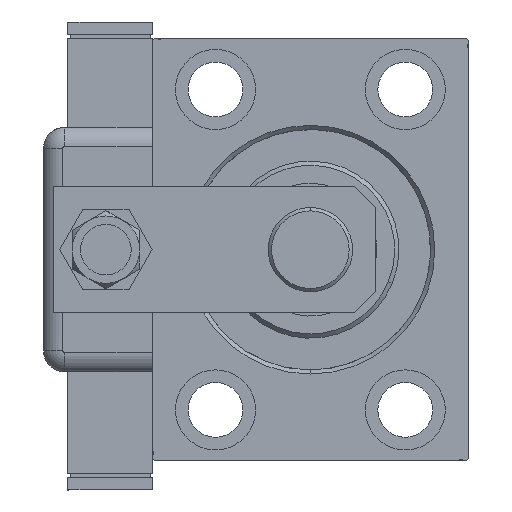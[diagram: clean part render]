
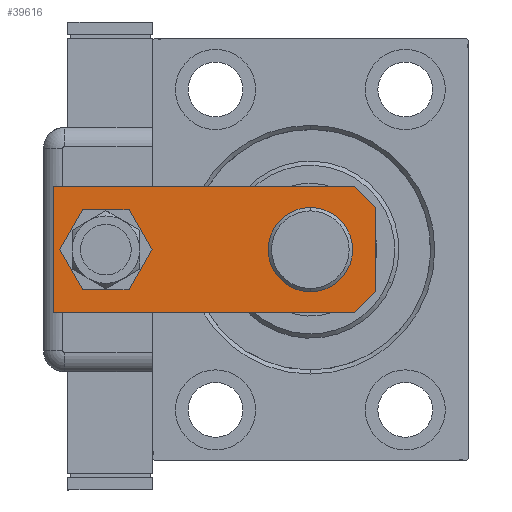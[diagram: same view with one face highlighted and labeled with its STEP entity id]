
A CAD part, left-side view. The second image highlights one B-rep face of the part: STEP entity #39616.
In plain terms, the highlighted face is planar.
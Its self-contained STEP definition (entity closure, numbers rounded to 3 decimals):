
#241 = ORIENTED_EDGE ( 'NONE', *, *, #56268, .T. ) ;
#1002 = CARTESIAN_POINT ( 'NONE',  ( -15., 0., 0. ) ) ;
#1209 = ORIENTED_EDGE ( 'NONE', *, *, #40646, .T. ) ;
#1913 = VERTEX_POINT ( 'NONE', #5086 ) ;
#2336 = VECTOR ( 'NONE', #24948, 1000. ) ;
#2703 = CARTESIAN_POINT ( 'NONE',  ( -15., 76.5, 0. ) ) ;
#3222 = DIRECTION ( 'NONE',  ( 1., 0., 0. ) ) ;
#5086 = CARTESIAN_POINT ( 'NONE',  ( 15., 5., 0. ) ) ;
#5520 = CARTESIAN_POINT ( 'NONE',  ( -10., 0., 0. ) ) ;
#6689 = EDGE_CURVE ( 'NONE', #23723, #7408, #47887, .T. ) ;
#6878 = LINE ( 'NONE', #40179, #11050 ) ;
#7057 = VERTEX_POINT ( 'NONE', #2703 ) ;
#7408 = VERTEX_POINT ( 'NONE', #15225 ) ;
#7849 = CARTESIAN_POINT ( 'NONE',  ( 0., 64., 0. ) ) ;
#9004 = DIRECTION ( 'NONE',  ( -0.707, -0.707, 0. ) ) ;
#9321 = CARTESIAN_POINT ( 'NONE',  ( 15., 5., 0. ) ) ;
#9354 = CARTESIAN_POINT ( 'NONE',  ( 0., 0., 0. ) ) ;
#10212 = CIRCLE ( 'NONE', #17122, 10. ) ;
#10804 = EDGE_CURVE ( 'NONE', #10950, #60613, #10212, .T. ) ;
#10838 = VERTEX_POINT ( 'NONE', #15994 ) ;
#10842 = CARTESIAN_POINT ( 'NONE',  ( -7., 64., 0. ) ) ;
#10950 = VERTEX_POINT ( 'NONE', #57209 ) ;
#11050 = VECTOR ( 'NONE', #30634, 1000. ) ;
#12399 = VECTOR ( 'NONE', #30428, 1000. ) ;
#13581 = ORIENTED_EDGE ( 'NONE', *, *, #42162, .T. ) ;
#14016 = DIRECTION ( 'NONE',  ( 0., 0., 1. ) ) ;
#14539 = VERTEX_POINT ( 'NONE', #15044 ) ;
#15044 = CARTESIAN_POINT ( 'NONE',  ( -15., 5., 0. ) ) ;
#15225 = CARTESIAN_POINT ( 'NONE',  ( 10., 0., 0. ) ) ;
#15954 = ORIENTED_EDGE ( 'NONE', *, *, #25705, .F. ) ;
#15994 = CARTESIAN_POINT ( 'NONE',  ( 15., 76.5, 0. ) ) ;
#17122 = AXIS2_PLACEMENT_3D ( 'NONE', #44336, #20326, #35716 ) ;
#17462 = VERTEX_POINT ( 'NONE', #58107 ) ;
#18118 = LINE ( 'NONE', #47078, #31822 ) ;
#18811 = CIRCLE ( 'NONE', #39457, 10. ) ;
#18904 = DIRECTION ( 'NONE',  ( 0., 0., 1. ) ) ;
#19722 = ORIENTED_EDGE ( 'NONE', *, *, #6689, .F. ) ;
#20326 = DIRECTION ( 'NONE',  ( 0., 0., 1. ) ) ;
#20491 = ORIENTED_EDGE ( 'NONE', *, *, #58455, .F. ) ;
#23723 = VERTEX_POINT ( 'NONE', #5520 ) ;
#24948 = DIRECTION ( 'NONE',  ( -0.707, 0.707, 0. ) ) ;
#25215 = EDGE_LOOP ( 'NONE', ( #19722, #37890, #15954, #49031, #20491, #41642 ) ) ;
#25239 = CARTESIAN_POINT ( 'NONE',  ( -10., 15.5, 0. ) ) ;
#25556 = LINE ( 'NONE', #56974, #2336 ) ;
#25705 = EDGE_CURVE ( 'NONE', #7057, #14539, #6878, .T. ) ;
#26666 = DIRECTION ( 'NONE',  ( 0., 0., 1. ) ) ;
#27223 = EDGE_CURVE ( 'NONE', #10838, #7057, #18118, .T. ) ;
#27889 = CARTESIAN_POINT ( 'NONE',  ( 0., 15.5, 0. ) ) ;
#29049 = EDGE_CURVE ( 'NONE', #23723, #14539, #25556, .T. ) ;
#30428 = DIRECTION ( 'NONE',  ( 0., 1., 0. ) ) ;
#30634 = DIRECTION ( 'NONE',  ( 0., -1., 0. ) ) ;
#31822 = VECTOR ( 'NONE', #36614, 1000. ) ;
#31853 = LINE ( 'NONE', #9321, #48551 ) ;
#32480 = FACE_OUTER_BOUND ( 'NONE', #25215, .T. ) ;
#32640 = AXIS2_PLACEMENT_3D ( 'NONE', #9354, #18904, #46963 ) ;
#35716 = DIRECTION ( 'NONE',  ( 1., 0., 0. ) ) ;
#36139 = EDGE_LOOP ( 'NONE', ( #13581, #47782 ) ) ;
#36614 = DIRECTION ( 'NONE',  ( -1., 0., 0. ) ) ;
#37184 = DIRECTION ( 'NONE',  ( 1., 0., 0. ) ) ;
#37564 = AXIS2_PLACEMENT_3D ( 'NONE', #7849, #26666, #3222 ) ;
#37890 = ORIENTED_EDGE ( 'NONE', *, *, #29049, .T. ) ;
#39457 = AXIS2_PLACEMENT_3D ( 'NONE', #27889, #14016, #41445 ) ;
#39616 = ADVANCED_FACE ( 'NONE', ( #32480, #46654, #46342 ), #51560, .F. ) ;
#39967 = LINE ( 'NONE', #44271, #12399 ) ;
#40179 = CARTESIAN_POINT ( 'NONE',  ( -15., 76.5, 0. ) ) ;
#40646 = EDGE_CURVE ( 'NONE', #17462, #47963, #48385, .T. ) ;
#41445 = DIRECTION ( 'NONE',  ( 1., 0., 0. ) ) ;
#41642 = ORIENTED_EDGE ( 'NONE', *, *, #48804, .T. ) ;
#42162 = EDGE_CURVE ( 'NONE', #60613, #10950, #18811, .T. ) ;
#43819 = AXIS2_PLACEMENT_3D ( 'NONE', #60578, #47342, #37184 ) ;
#44271 = CARTESIAN_POINT ( 'NONE',  ( 15., 0., 0. ) ) ;
#44336 = CARTESIAN_POINT ( 'NONE',  ( 0., 15.5, 0. ) ) ;
#46342 = FACE_BOUND ( 'NONE', #36139, .T. ) ;
#46654 = FACE_BOUND ( 'NONE', #56619, .T. ) ;
#46963 = DIRECTION ( 'NONE',  ( 1., 0., 0. ) ) ;
#47078 = CARTESIAN_POINT ( 'NONE',  ( 15., 76.5, 0. ) ) ;
#47342 = DIRECTION ( 'NONE',  ( 0., 0., 1. ) ) ;
#47782 = ORIENTED_EDGE ( 'NONE', *, *, #10804, .T. ) ;
#47887 = LINE ( 'NONE', #1002, #55409 ) ;
#47963 = VERTEX_POINT ( 'NONE', #10842 ) ;
#48385 = CIRCLE ( 'NONE', #37564, 7. ) ;
#48551 = VECTOR ( 'NONE', #9004, 1000. ) ;
#48804 = EDGE_CURVE ( 'NONE', #1913, #7408, #31853, .T. ) ;
#49031 = ORIENTED_EDGE ( 'NONE', *, *, #27223, .F. ) ;
#51560 = PLANE ( 'NONE',  #32640 ) ;
#55409 = VECTOR ( 'NONE', #56810, 1000. ) ;
#56268 = EDGE_CURVE ( 'NONE', #47963, #17462, #56594, .T. ) ;
#56594 = CIRCLE ( 'NONE', #43819, 7. ) ;
#56619 = EDGE_LOOP ( 'NONE', ( #241, #1209 ) ) ;
#56810 = DIRECTION ( 'NONE',  ( 1., 0., 0. ) ) ;
#56974 = CARTESIAN_POINT ( 'NONE',  ( -10., 0., 0. ) ) ;
#57209 = CARTESIAN_POINT ( 'NONE',  ( 10., 15.5, 0. ) ) ;
#58107 = CARTESIAN_POINT ( 'NONE',  ( 7., 64., 0. ) ) ;
#58455 = EDGE_CURVE ( 'NONE', #1913, #10838, #39967, .T. ) ;
#60578 = CARTESIAN_POINT ( 'NONE',  ( 0., 64., 0. ) ) ;
#60613 = VERTEX_POINT ( 'NONE', #25239 ) ;
